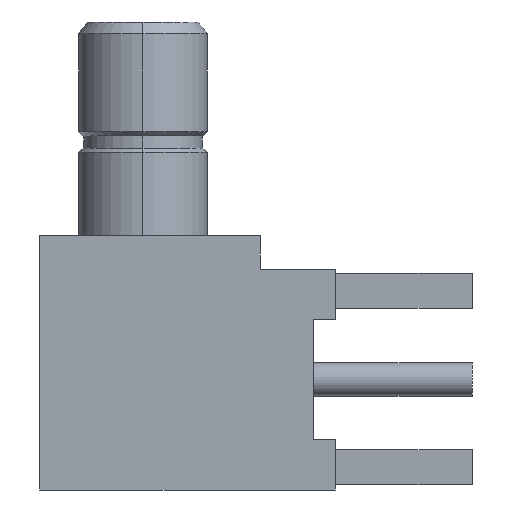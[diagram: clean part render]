
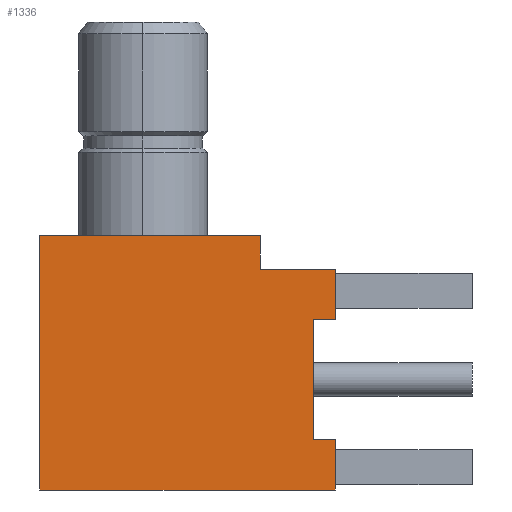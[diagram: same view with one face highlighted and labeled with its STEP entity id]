
A CAD part, left-side view. The second image highlights one B-rep face of the part: STEP entity #1336.
In plain terms, the highlighted planar face has unit normal (-1, 0, 0).
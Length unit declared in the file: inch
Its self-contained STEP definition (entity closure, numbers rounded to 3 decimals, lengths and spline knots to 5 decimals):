
#50 = VERTEX_POINT ( 'NONE', #472 ) ;
#77 = CARTESIAN_POINT ( 'NONE',  ( 0., 0.31, -0.25 ) ) ;
#95 = VERTEX_POINT ( 'NONE', #805 ) ;
#138 = VECTOR ( 'NONE', #1564, 39.37008 ) ;
#163 = CARTESIAN_POINT ( 'NONE',  ( 0., -0.025, -0.25 ) ) ;
#188 = CARTESIAN_POINT ( 'NONE',  ( 0., -0.025, -0.193 ) ) ;
#245 = VERTEX_POINT ( 'NONE', #743 ) ;
#247 = ORIENTED_EDGE ( 'NONE', *, *, #1123, .T. ) ;
#283 = VERTEX_POINT ( 'NONE', #1869 ) ;
#301 = VERTEX_POINT ( 'NONE', #1095 ) ;
#303 = VECTOR ( 'NONE', #786, 39.37008 ) ;
#316 = EDGE_LOOP ( 'NONE', ( #990, #1265, #1051, #247, #882, #1795, #1262, #1896, #629, #1862 ) ) ;
#328 = DIRECTION ( 'NONE',  ( 0., 0., 1. ) ) ;
#408 = CARTESIAN_POINT ( 'NONE',  ( 0., -0.025, 0. ) ) ;
#436 = VERTEX_POINT ( 'NONE', #1681 ) ;
#451 = CARTESIAN_POINT ( 'NONE',  ( 0., 0.31, 0. ) ) ;
#472 = CARTESIAN_POINT ( 'NONE',  ( 0., -0.025, -0.057 ) ) ;
#496 = LINE ( 'NONE', #2079, #1903 ) ;
#520 = LINE ( 'NONE', #188, #966 ) ;
#556 = EDGE_CURVE ( 'NONE', #436, #50, #1066, .T. ) ;
#557 = VERTEX_POINT ( 'NONE', #1084 ) ;
#558 = LINE ( 'NONE', #1570, #1944 ) ;
#573 = VECTOR ( 'NONE', #1948, 39.37008 ) ;
#629 = ORIENTED_EDGE ( 'NONE', *, *, #1561, .F. ) ;
#671 = LINE ( 'NONE', #1643, #710 ) ;
#710 = VECTOR ( 'NONE', #1025, 39.37008 ) ;
#743 = CARTESIAN_POINT ( 'NONE',  ( 0., -0.025, -0.193 ) ) ;
#744 = VECTOR ( 'NONE', #924, 39.37008 ) ;
#786 = DIRECTION ( 'NONE',  ( 0., -1., 0. ) ) ;
#789 = FACE_OUTER_BOUND ( 'NONE', #316, .T. ) ;
#805 = CARTESIAN_POINT ( 'NONE',  ( 0., -0.025, -0.25 ) ) ;
#810 = CARTESIAN_POINT ( 'NONE',  ( 0., 0.31, 0.038 ) ) ;
#882 = ORIENTED_EDGE ( 'NONE', *, *, #988, .F. ) ;
#924 = DIRECTION ( 'NONE',  ( 0., -1., 0. ) ) ;
#966 = VECTOR ( 'NONE', #1979, 39.37008 ) ;
#970 = DIRECTION ( 'NONE',  ( 0., 0., -1. ) ) ;
#988 = EDGE_CURVE ( 'NONE', #50, #283, #558, .T. ) ;
#990 = ORIENTED_EDGE ( 'NONE', *, *, #1514, .T. ) ;
#1025 = DIRECTION ( 'NONE',  ( 0., 0., 1. ) ) ;
#1041 = VERTEX_POINT ( 'NONE', #1376 ) ;
#1042 = VERTEX_POINT ( 'NONE', #1731 ) ;
#1051 = ORIENTED_EDGE ( 'NONE', *, *, #1729, .T. ) ;
#1066 = LINE ( 'NONE', #408, #138 ) ;
#1084 = CARTESIAN_POINT ( 'NONE',  ( 0., 0.06, 0. ) ) ;
#1095 = CARTESIAN_POINT ( 'NONE',  ( 0., 0.31, 0.038 ) ) ;
#1123 = EDGE_CURVE ( 'NONE', #1041, #283, #496, .T. ) ;
#1127 = CARTESIAN_POINT ( 'NONE',  ( 0., 0.31, 0. ) ) ;
#1146 = EDGE_CURVE ( 'NONE', #1967, #557, #1959, .T. ) ;
#1155 = LINE ( 'NONE', #810, #744 ) ;
#1174 = AXIS2_PLACEMENT_3D ( 'NONE', #1127, #1288, #1784 ) ;
#1218 = DIRECTION ( 'NONE',  ( 0., 1., 0. ) ) ;
#1262 = ORIENTED_EDGE ( 'NONE', *, *, #1594, .F. ) ;
#1265 = ORIENTED_EDGE ( 'NONE', *, *, #1323, .F. ) ;
#1288 = DIRECTION ( 'NONE',  ( 1., 0., 0. ) ) ;
#1323 = EDGE_CURVE ( 'NONE', #245, #95, #1428, .T. ) ;
#1336 = ADVANCED_FACE ( 'NONE', ( #789 ), #1601, .F. ) ;
#1376 = CARTESIAN_POINT ( 'NONE',  ( 0., 0., -0.193 ) ) ;
#1393 = EDGE_CURVE ( 'NONE', #1042, #301, #671, .T. ) ;
#1428 = LINE ( 'NONE', #163, #1881 ) ;
#1514 = EDGE_CURVE ( 'NONE', #1042, #95, #1889, .T. ) ;
#1561 = EDGE_CURVE ( 'NONE', #301, #1967, #1155, .T. ) ;
#1564 = DIRECTION ( 'NONE',  ( 0., 0., -1. ) ) ;
#1570 = CARTESIAN_POINT ( 'NONE',  ( 0., -0.025, -0.057 ) ) ;
#1594 = EDGE_CURVE ( 'NONE', #557, #436, #1781, .T. ) ;
#1601 = PLANE ( 'NONE',  #1174 ) ;
#1643 = CARTESIAN_POINT ( 'NONE',  ( 0., 0.31, 0. ) ) ;
#1681 = CARTESIAN_POINT ( 'NONE',  ( 0., -0.025, 0. ) ) ;
#1698 = VECTOR ( 'NONE', #2040, 39.37008 ) ;
#1729 = EDGE_CURVE ( 'NONE', #245, #1041, #520, .T. ) ;
#1731 = CARTESIAN_POINT ( 'NONE',  ( 0., 0.31, -0.25 ) ) ;
#1750 = CARTESIAN_POINT ( 'NONE',  ( 0., 0.06, 0.038 ) ) ;
#1761 = CARTESIAN_POINT ( 'NONE',  ( 0., 0.06, 0.038 ) ) ;
#1781 = LINE ( 'NONE', #451, #303 ) ;
#1784 = DIRECTION ( 'NONE',  ( 0., 0., -1. ) ) ;
#1795 = ORIENTED_EDGE ( 'NONE', *, *, #556, .F. ) ;
#1862 = ORIENTED_EDGE ( 'NONE', *, *, #1393, .F. ) ;
#1869 = CARTESIAN_POINT ( 'NONE',  ( 0., 0., -0.057 ) ) ;
#1881 = VECTOR ( 'NONE', #970, 39.37008 ) ;
#1889 = LINE ( 'NONE', #77, #1698 ) ;
#1896 = ORIENTED_EDGE ( 'NONE', *, *, #1146, .F. ) ;
#1903 = VECTOR ( 'NONE', #328, 39.37008 ) ;
#1944 = VECTOR ( 'NONE', #1218, 39.37008 ) ;
#1948 = DIRECTION ( 'NONE',  ( 0., 0., -1. ) ) ;
#1959 = LINE ( 'NONE', #1750, #573 ) ;
#1967 = VERTEX_POINT ( 'NONE', #1761 ) ;
#1979 = DIRECTION ( 'NONE',  ( 0., 1., 0. ) ) ;
#2040 = DIRECTION ( 'NONE',  ( 0., -1., 0. ) ) ;
#2079 = CARTESIAN_POINT ( 'NONE',  ( 0., 0., 0. ) ) ;
